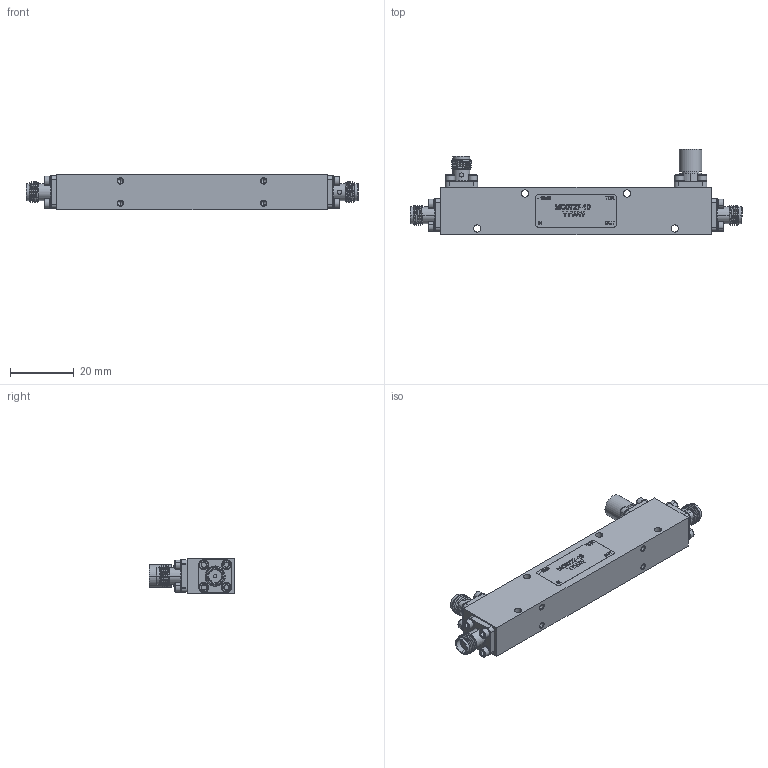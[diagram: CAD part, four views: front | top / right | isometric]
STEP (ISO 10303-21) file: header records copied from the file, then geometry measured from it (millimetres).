
FILE_DESCRIPTION (( 'STEP AP214' ), '1' );
FILE_NAME ('MC0727-10_3D.step', '2025-05-19T21:49:49', ( '' ), ( '' ), 'SwSTEP 2.0', 'SolidWorks 2022', '' );
FILE_SCHEMA (( 'AUTOMOTIVE_DESIGN' ));
Length unit declared in the file: inch
Products named in the file (1): MC0727-10_3D
Bounding box: 104.3 x 26.94 x 11.05 mm (x, y, z)
Volume: 15442.6 mm3; surface area: 7553.2 mm2
Topology: 1 solids, 23 shells, 1404 faces, 3469 edges, 2203 vertices
Faces by surface type: cylinder 537, plane 487, cone 220, bspline 154, torus 6
Entity records: 65331 total; most frequent: CARTESIAN_POINT 34853, ORIENTED_EDGE 6922, DIRECTION 5592, EDGE_CURVE 3461, VERTEX_POINT 2203, AXIS2_PLACEMENT_3D 2021, EDGE_LOOP 1552, LINE 1550
